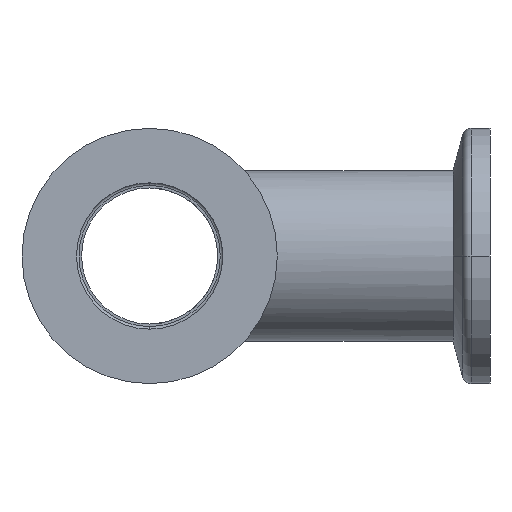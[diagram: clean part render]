
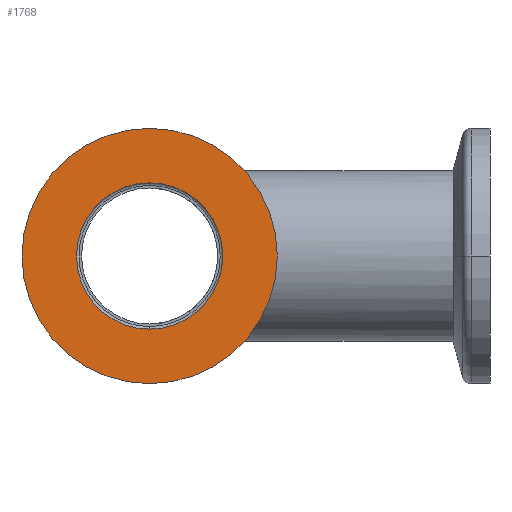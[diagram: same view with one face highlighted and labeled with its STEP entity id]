
A CAD part, left-side view. The second image highlights one B-rep face of the part: STEP entity #1768.
In plain terms, the highlighted planar face has unit normal (-1, 0, 0).
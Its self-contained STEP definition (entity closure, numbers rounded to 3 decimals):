
#20 = AXIS2_PLACEMENT_3D ( 'NONE', #1647, #2419, #854 ) ;
#22 = AXIS2_PLACEMENT_3D ( 'NONE', #1281, #146, #1442 ) ;
#26 = VERTEX_POINT ( 'NONE', #2401 ) ;
#130 = CIRCLE ( 'NONE', #22, 8.6 ) ;
#146 = DIRECTION ( 'NONE',  ( -1., 0., 0. ) ) ;
#164 = EDGE_LOOP ( 'NONE', ( #629, #445 ) ) ;
#222 = VERTEX_POINT ( 'NONE', #1198 ) ;
#244 = EDGE_CURVE ( 'NONE', #222, #2359, #1152, .T. ) ;
#364 = AXIS2_PLACEMENT_3D ( 'NONE', #2246, #1488, #1674 ) ;
#445 = ORIENTED_EDGE ( 'NONE', *, *, #244, .T. ) ;
#509 = CARTESIAN_POINT ( 'NONE',  ( -3.5, 0., -8.6 ) ) ;
#514 = CIRCLE ( 'NONE', #2329, 8.6 ) ;
#609 = FACE_BOUND ( 'NONE', #2133, .T. ) ;
#629 = ORIENTED_EDGE ( 'NONE', *, *, #1737, .T. ) ;
#661 = CARTESIAN_POINT ( 'NONE',  ( -3.5, 0., 0. ) ) ;
#669 = DIRECTION ( 'NONE',  ( -1., 0., 0. ) ) ;
#725 = DIRECTION ( 'NONE',  ( 0., 0., -1. ) ) ;
#733 = PLANE ( 'NONE',  #1236 ) ;
#739 = DIRECTION ( 'NONE',  ( 1., 0., 0. ) ) ;
#854 = DIRECTION ( 'NONE',  ( 0., 0., 1. ) ) ;
#871 = DIRECTION ( 'NONE',  ( 0., 0., 1. ) ) ;
#950 = CARTESIAN_POINT ( 'NONE',  ( -3.5, 0., 15. ) ) ;
#1044 = FACE_OUTER_BOUND ( 'NONE', #164, .T. ) ;
#1108 = CIRCLE ( 'NONE', #364, 15. ) ;
#1152 = CIRCLE ( 'NONE', #20, 15. ) ;
#1198 = CARTESIAN_POINT ( 'NONE',  ( -3.5, 0., -15. ) ) ;
#1236 = AXIS2_PLACEMENT_3D ( 'NONE', #2254, #739, #725 ) ;
#1281 = CARTESIAN_POINT ( 'NONE',  ( -3.5, 0., 0. ) ) ;
#1350 = ORIENTED_EDGE ( 'NONE', *, *, #1449, .F. ) ;
#1442 = DIRECTION ( 'NONE',  ( 0., 0., 1. ) ) ;
#1449 = EDGE_CURVE ( 'NONE', #2415, #26, #514, .T. ) ;
#1488 = DIRECTION ( 'NONE',  ( -1., 0., 0. ) ) ;
#1647 = CARTESIAN_POINT ( 'NONE',  ( -3.5, 0., 0. ) ) ;
#1674 = DIRECTION ( 'NONE',  ( 0., 0., 1. ) ) ;
#1737 = EDGE_CURVE ( 'NONE', #2359, #222, #1108, .T. ) ;
#1768 = ADVANCED_FACE ( 'NONE', ( #609, #1044 ), #733, .F. ) ;
#1828 = ORIENTED_EDGE ( 'NONE', *, *, #2457, .F. ) ;
#2133 = EDGE_LOOP ( 'NONE', ( #1828, #1350 ) ) ;
#2246 = CARTESIAN_POINT ( 'NONE',  ( -3.5, 0., 0. ) ) ;
#2254 = CARTESIAN_POINT ( 'NONE',  ( -3.5, 0., -8.6 ) ) ;
#2329 = AXIS2_PLACEMENT_3D ( 'NONE', #661, #669, #871 ) ;
#2359 = VERTEX_POINT ( 'NONE', #950 ) ;
#2401 = CARTESIAN_POINT ( 'NONE',  ( -3.5, 0., 8.6 ) ) ;
#2415 = VERTEX_POINT ( 'NONE', #509 ) ;
#2419 = DIRECTION ( 'NONE',  ( -1., 0., 0. ) ) ;
#2457 = EDGE_CURVE ( 'NONE', #26, #2415, #130, .T. ) ;
